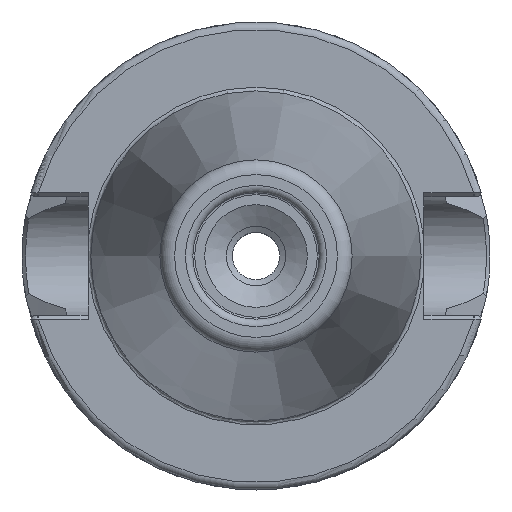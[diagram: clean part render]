
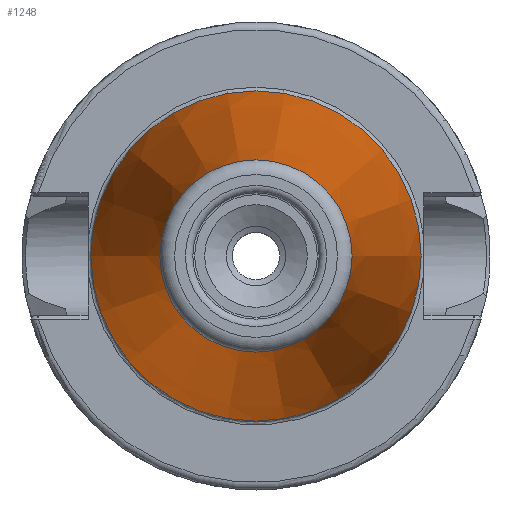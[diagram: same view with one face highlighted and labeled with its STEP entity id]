
A CAD part, left-side view. The second image highlights one B-rep face of the part: STEP entity #1248.
In plain terms, the highlighted conical face has half-angle 8.297 degrees and reference radius 17.581 mm.
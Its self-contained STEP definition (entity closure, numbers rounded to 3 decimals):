
#150=CIRCLE('',#1401,12.937);
#151=CIRCLE('',#1402,12.937);
#152=CIRCLE('',#1403,12.937);
#154=CIRCLE('',#1406,22.225);
#155=CIRCLE('',#1407,22.225);
#163=CONICAL_SURFACE('',#1405,17.581,0.145);
#228=FACE_OUTER_BOUND('',#300,.T.);
#300=EDGE_LOOP('',(#1157,#1158,#1159,#1160,#1161,#1162,#1163));
#361=LINE('',#2801,#422);
#422=VECTOR('',#1746,17.581);
#590=VERTEX_POINT('',#2789);
#591=VERTEX_POINT('',#2790);
#592=VERTEX_POINT('',#2792);
#593=VERTEX_POINT('',#2797);
#594=VERTEX_POINT('',#2798);
#779=EDGE_CURVE('',#590,#591,#150,.T.);
#780=EDGE_CURVE('',#592,#590,#151,.T.);
#781=EDGE_CURVE('',#591,#592,#152,.T.);
#783=EDGE_CURVE('',#593,#594,#154,.T.);
#784=EDGE_CURVE('',#594,#593,#155,.T.);
#785=EDGE_CURVE('',#594,#592,#361,.T.);
#1157=ORIENTED_EDGE('',*,*,#783,.F.);
#1158=ORIENTED_EDGE('',*,*,#784,.F.);
#1159=ORIENTED_EDGE('',*,*,#785,.T.);
#1160=ORIENTED_EDGE('',*,*,#780,.T.);
#1161=ORIENTED_EDGE('',*,*,#779,.T.);
#1162=ORIENTED_EDGE('',*,*,#781,.T.);
#1163=ORIENTED_EDGE('',*,*,#785,.F.);
#1248=ADVANCED_FACE('',(#228),#163,.T.);
#1401=AXIS2_PLACEMENT_3D('',#2791,#1732,#1733);
#1402=AXIS2_PLACEMENT_3D('',#2793,#1734,#1735);
#1403=AXIS2_PLACEMENT_3D('',#2794,#1736,#1737);
#1405=AXIS2_PLACEMENT_3D('',#2796,#1740,#1741);
#1406=AXIS2_PLACEMENT_3D('',#2799,#1742,#1743);
#1407=AXIS2_PLACEMENT_3D('',#2800,#1744,#1745);
#1732=DIRECTION('center_axis',(1.,0.,0.));
#1733=DIRECTION('ref_axis',(0.,0.,-1.));
#1734=DIRECTION('center_axis',(1.,0.,0.));
#1735=DIRECTION('ref_axis',(0.,0.,-1.));
#1736=DIRECTION('center_axis',(1.,0.,0.));
#1737=DIRECTION('ref_axis',(0.,0.,-1.));
#1740=DIRECTION('center_axis',(1.,0.,0.));
#1741=DIRECTION('ref_axis',(0.,1.,0.));
#1742=DIRECTION('center_axis',(1.,0.,0.));
#1743=DIRECTION('ref_axis',(0.,0.,-1.));
#1744=DIRECTION('center_axis',(1.,0.,0.));
#1745=DIRECTION('ref_axis',(0.,0.,-1.));
#1746=DIRECTION('',(-0.99,0.144,0.));
#2789=CARTESIAN_POINT('',(-63.689,12.937,0.));
#2790=CARTESIAN_POINT('',(-63.689,0.,12.937));
#2791=CARTESIAN_POINT('Origin',(-63.689,0.,
0.));
#2792=CARTESIAN_POINT('',(-63.689,-12.937,0.));
#2793=CARTESIAN_POINT('Origin',(-63.689,0.,
0.));
#2794=CARTESIAN_POINT('Origin',(-63.689,0.,
0.));
#2796=CARTESIAN_POINT('Origin',(-31.844,0.,
0.));
#2797=CARTESIAN_POINT('',(0.,22.225,0.));
#2798=CARTESIAN_POINT('',(0.,-22.225,0.));
#2799=CARTESIAN_POINT('Origin',(0.,0.,
0.));
#2800=CARTESIAN_POINT('Origin',(0.,0.,
0.));
#2801=CARTESIAN_POINT('',(-31.844,-17.581,0.));
